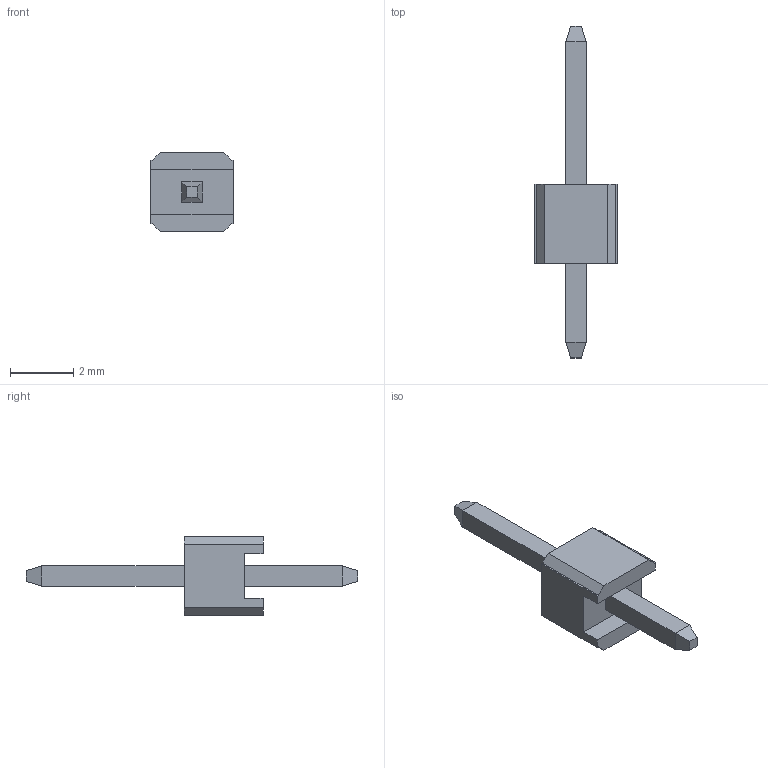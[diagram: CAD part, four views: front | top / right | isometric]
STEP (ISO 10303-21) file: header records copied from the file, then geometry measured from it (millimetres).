
FILE_DESCRIPTION (( 'STEP AP203' ), '1' );
FILE_NAME ('PLS-1_5mm.STEP', '2022-07-10T18:13:25', ( '' ), ( '' ), 'SwSTEP 2.0', 'SolidWorks 2020', '' );
FILE_SCHEMA (( 'CONFIG_CONTROL_DESIGN' ));
Length unit declared in the file: millimetre
Products named in the file (1): PLS-1_5mm
Bounding box: 2.6 x 10.5 x 2.5 mm (x, y, z)
Volume: 17 mm3; surface area: 59 mm2
Topology: 1 solids, 1 shells, 36 faces, 88 edges, 56 vertices
Faces by surface type: plane 36
Entity records: 1105 total; most frequent: CARTESIAN_POINT 181, ORIENTED_EDGE 176, DIRECTION 162, LINE 88, EDGE_CURVE 88, VECTOR 88, VERTEX_POINT 56, EDGE_LOOP 38
